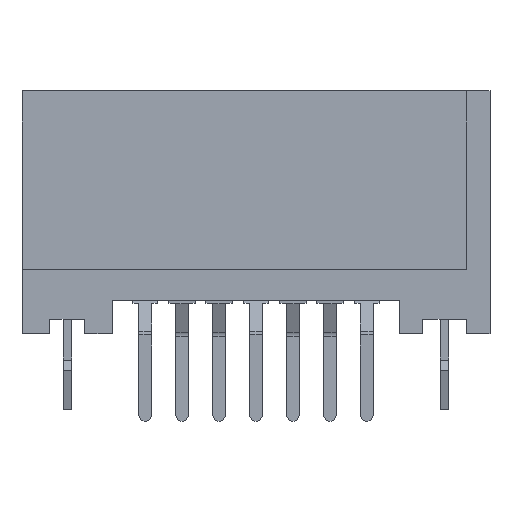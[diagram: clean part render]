
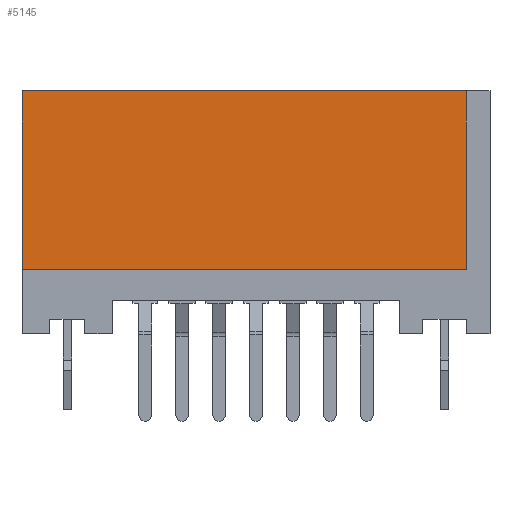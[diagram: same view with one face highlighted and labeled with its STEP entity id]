
A CAD part, front view. The second image highlights one B-rep face of the part: STEP entity #5145.
In plain terms, the highlighted planar face has unit normal (0, -1, 0).
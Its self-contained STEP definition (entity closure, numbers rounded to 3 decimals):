
#37=DIRECTION('',(1.,0.,0.));
#38=VECTOR('',#37,15.26);
#39=CARTESIAN_POINT('',(-8.04,-3.225,0.));
#40=LINE('',#39,#38);
#721=DIRECTION('',(1.,0.,0.));
#722=VECTOR('',#721,15.26);
#723=CARTESIAN_POINT('',(-8.04,-3.225,-6.15));
#724=LINE('',#723,#722);
#725=DIRECTION('',(0.,0.,-1.));
#726=VECTOR('',#725,6.15);
#727=CARTESIAN_POINT('',(-8.04,-3.225,0.));
#728=LINE('',#727,#726);
#737=DIRECTION('',(0.,0.,-1.));
#738=VECTOR('',#737,6.15);
#739=CARTESIAN_POINT('',(7.22,-3.225,0.));
#740=LINE('',#739,#738);
#3415=CARTESIAN_POINT('',(-8.04,-3.225,0.));
#3416=VERTEX_POINT('',#3415);
#3417=CARTESIAN_POINT('',(7.22,-3.225,0.));
#3418=VERTEX_POINT('',#3417);
#3531=CARTESIAN_POINT('',(-8.04,-3.225,-6.15));
#3532=VERTEX_POINT('',#3531);
#3537=CARTESIAN_POINT('',(7.22,-3.225,-6.15));
#3538=VERTEX_POINT('',#3537);
#5132=CARTESIAN_POINT('',(-8.04,-3.225,0.));
#5133=DIRECTION('',(0.,-1.,0.));
#5134=DIRECTION('',(1.,0.,0.));
#5135=AXIS2_PLACEMENT_3D('',#5132,#5133,#5134);
#5136=PLANE('',#5135);
#5138=ORIENTED_EDGE('',*,*,#5137,.F.);
#5139=ORIENTED_EDGE('',*,*,#5113,.F.);
#5140=ORIENTED_EDGE('',*,*,#4512,.T.);
#5142=ORIENTED_EDGE('',*,*,#5141,.T.);
#5143=EDGE_LOOP('',(#5138,#5139,#5140,#5142));
#5144=FACE_OUTER_BOUND('',#5143,.F.);
#4512=EDGE_CURVE('',#3416,#3418,#40,.T.);
#5113=EDGE_CURVE('',#3416,#3532,#728,.T.);
#5137=EDGE_CURVE('',#3532,#3538,#724,.T.);
#5141=EDGE_CURVE('',#3418,#3538,#740,.T.);
#5145=ADVANCED_FACE('',(#5144),#5136,.T.);
